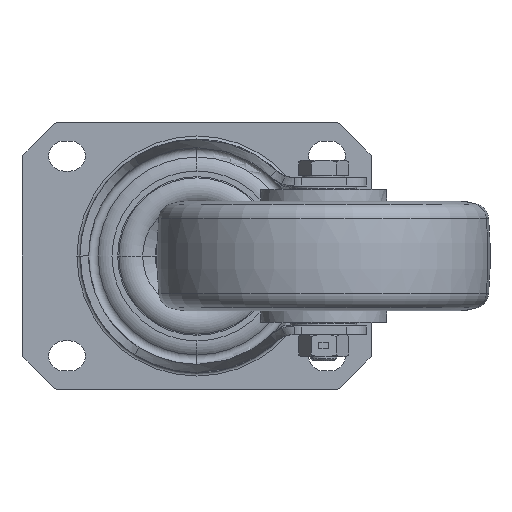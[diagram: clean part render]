
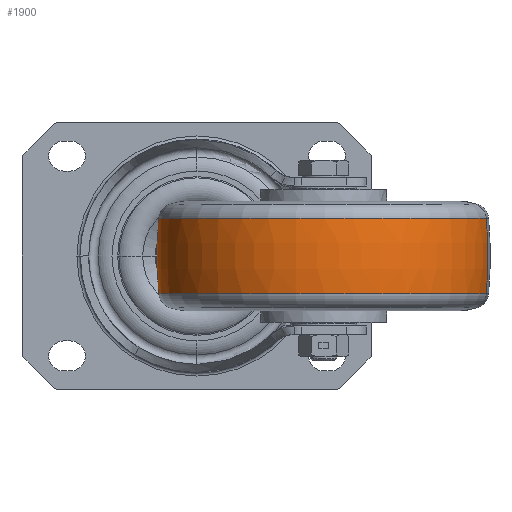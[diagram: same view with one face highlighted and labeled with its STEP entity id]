
A CAD part, front view. The second image highlights one B-rep face of the part: STEP entity #1900.
In plain terms, the highlighted toroidal (fillet/blend) face has major radius 75 mm and minor radius 125 mm.
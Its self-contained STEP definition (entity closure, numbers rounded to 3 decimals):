
#73 = CARTESIAN_POINT ( 'NONE',  ( 38., -75., -11.255 ) ) ;
#705 = CIRCLE ( 'NONE', #18405, 49.492 ) ;
#1114 = DIRECTION ( 'NONE',  ( 0.986, -0.168, 0. ) ) ;
#1900 = ADVANCED_FACE ( 'NONE', ( #30305 ), #1921, .T. ) ;
#1921 = TOROIDAL_SURFACE ( 'NONE', #9693, -75., 125. ) ;
#4292 = ORIENTED_EDGE ( 'NONE', *, *, #25412, .F. ) ;
#6034 = EDGE_LOOP ( 'NONE', ( #13075, #6548, #16714, #4292 ) ) ;
#6463 = DIRECTION ( 'NONE',  ( 0.168, 0.986, 0. ) ) ;
#6548 = ORIENTED_EDGE ( 'NONE', *, *, #28311, .T. ) ;
#8283 = DIRECTION ( 'NONE',  ( -0.168, -0.986, 0. ) ) ;
#9693 = AXIS2_PLACEMENT_3D ( 'NONE', #31149, #9839, #15361 ) ;
#9839 = DIRECTION ( 'NONE',  ( 0., 0., -1. ) ) ;
#10287 = VERTEX_POINT ( 'NONE', #32458 ) ;
#10528 = CARTESIAN_POINT ( 'NONE',  ( 111.931, -87.616, 0. ) ) ;
#10702 = DIRECTION ( 'NONE',  ( 0.986, -0.168, 0. ) ) ;
#10883 = DIRECTION ( 'NONE',  ( 0.986, -0.168, 0. ) ) ;
#11423 = EDGE_CURVE ( 'NONE', #20032, #10287, #24508, .T. ) ;
#12325 = CARTESIAN_POINT ( 'NONE',  ( -10.787, -66.675, 11.255 ) ) ;
#13075 = ORIENTED_EDGE ( 'NONE', *, *, #16697, .T. ) ;
#14481 = CARTESIAN_POINT ( 'NONE',  ( 38., -75., 11.255 ) ) ;
#15361 = DIRECTION ( 'NONE',  ( 0.986, -0.168, 0. ) ) ;
#16697 = EDGE_CURVE ( 'NONE', #32601, #24098, #705, .T. ) ;
#16714 = ORIENTED_EDGE ( 'NONE', *, *, #11423, .F. ) ;
#17007 = DIRECTION ( 'NONE',  ( -0.986, 0.168, 0. ) ) ;
#18405 = AXIS2_PLACEMENT_3D ( 'NONE', #14481, #24820, #1114 ) ;
#19009 = AXIS2_PLACEMENT_3D ( 'NONE', #73, #32181, #10702 ) ;
#19216 = CARTESIAN_POINT ( 'NONE',  ( 86.787, -83.325, 11.255 ) ) ;
#19964 = CIRCLE ( 'NONE', #24329, 125. ) ;
#20032 = VERTEX_POINT ( 'NONE', #25260 ) ;
#21899 = AXIS2_PLACEMENT_3D ( 'NONE', #10528, #8283, #10883 ) ;
#24098 = VERTEX_POINT ( 'NONE', #12325 ) ;
#24329 = AXIS2_PLACEMENT_3D ( 'NONE', #24773, #6463, #17007 ) ;
#24508 = CIRCLE ( 'NONE', #19009, 49.492 ) ;
#24644 = CIRCLE ( 'NONE', #21899, 125. ) ;
#24773 = CARTESIAN_POINT ( 'NONE',  ( -35.931, -62.384, 0. ) ) ;
#24820 = DIRECTION ( 'NONE',  ( 0., 0., -1. ) ) ;
#25260 = CARTESIAN_POINT ( 'NONE',  ( 86.787, -83.325, -11.255 ) ) ;
#25412 = EDGE_CURVE ( 'NONE', #32601, #20032, #19964, .T. ) ;
#28311 = EDGE_CURVE ( 'NONE', #24098, #10287, #24644, .T. ) ;
#30305 = FACE_OUTER_BOUND ( 'NONE', #6034, .T. ) ;
#31149 = CARTESIAN_POINT ( 'NONE',  ( 38., -75., 0. ) ) ;
#32181 = DIRECTION ( 'NONE',  ( 0., 0., -1. ) ) ;
#32458 = CARTESIAN_POINT ( 'NONE',  ( -10.787, -66.675, -11.255 ) ) ;
#32601 = VERTEX_POINT ( 'NONE', #19216 ) ;
